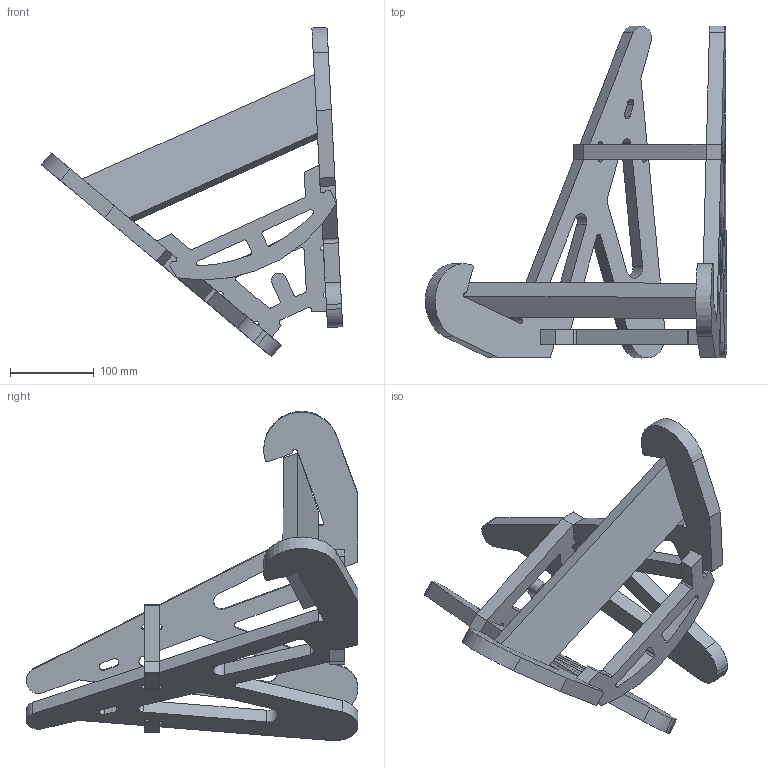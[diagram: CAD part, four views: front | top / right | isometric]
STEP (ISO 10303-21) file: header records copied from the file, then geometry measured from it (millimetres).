
FILE_DESCRIPTION(/* description */ (''),/* implementation_level */ '2;1');
FILE_NAME(/* name */ 'Version-3-reposabajo.step',/* time_stamp */ '2024-07-19T11:24:52-04:00',/* author */ (''),/* organization */ (''),/* preprocessor_version */ 'ST-DEVELOPER v20',/* originating_system */ 'Autodesk Translation Framework v13.14.0.145',/* authorisation */ '');
FILE_SCHEMA (('AUTOMOTIVE_DESIGN { 1 0 10303 214 3 1 1 }'));
Length unit declared in the file: millimetre
Products named in the file (6): ULTIMA ITERACIÓN; Perfil Derecho; Perfil Izquierdo; Union Inferior; UNION SUPERIOR; ReposaBajo
Assembly tree (5 placements, depth 2):
  ULTIMA ITERACIÓN
    Perfil Derecho
    Perfil Izquierdo
    Union Inferior
    UNION SUPERIOR
    ReposaBajo
Bounding box: 359.49 x 395.97 x 392.98 mm (x, y, z)
Volume: 2109397.6 mm3; surface area: 368972.2 mm2
Topology: 5 solids, 5 shells, 189 faces, 528 edges, 352 vertices
Faces by surface type: plane 117, cylinder 72
Full cylindrical faces by diameter (mm): 10 x3
Entity records: 6303 total; most frequent: CARTESIAN_POINT 1080, DIRECTION 1072, ORIENTED_EDGE 1056, EDGE_CURVE 528, LINE 384, VECTOR 384, VERTEX_POINT 352, AXIS2_PLACEMENT_3D 344
